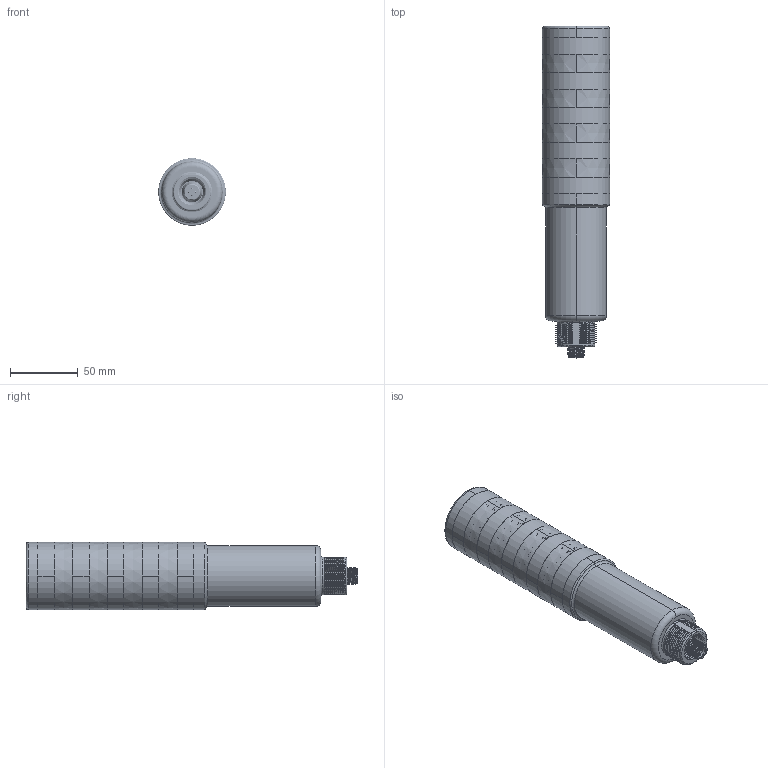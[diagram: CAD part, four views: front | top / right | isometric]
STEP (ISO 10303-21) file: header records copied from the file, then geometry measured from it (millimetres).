
FILE_DESCRIPTION((''),'2;1');
FILE_NAME('168300_ASM','2014-06-26T',('pdmadmin'),(''),'PRO/ENGINEER BY PARAMETRIC TECHNOLOGY CORPORATION, 2013230','PRO/ENGINEER BY PARAMETRIC TECHNOLOGY CORPORATION, 2013230','');
FILE_SCHEMA(('CONFIG_CONTROL_DESIGN'));
Products named in the file (7): 163979; 141960; 08427_NO_ORING; 158231_WEB; 158948; 158946; 168300_ASM
Assembly tree (13 placements, depth 2):
  168300_ASM
    163979
    141960
    08427_NO_ORING
    158231_WEB  x5
    158948  x4
    158946
Bounding box: 50 x 245.35 x 50 mm (x, y, z)
Volume: 134906.2 mm3; surface area: 130757.5 mm2
Topology: 13 solids, 13 shells, 2115 faces, 5366 edges, 3419 vertices
Faces by surface type: plane 900, cylinder 537, bspline 302, cone 206, torus 98, sphere 72
Entity records: 85732 total; most frequent: CARTESIAN_POINT 60711, ORIENTED_EDGE 5540, DIRECTION 4693, EDGE_CURVE 2770, AXIS2_PLACEMENT_3D 1852, VERTEX_POINT 1715, EDGE_LOOP 1205, FACE_OUTER_BOUND 1132
